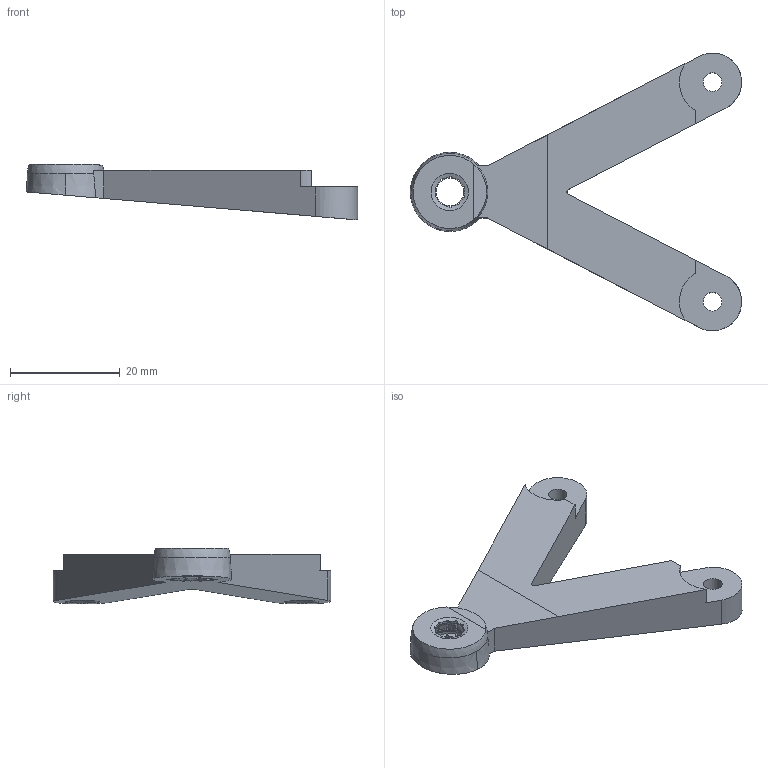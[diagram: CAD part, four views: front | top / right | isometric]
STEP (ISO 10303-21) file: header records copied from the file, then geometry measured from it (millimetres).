
FILE_DESCRIPTION(('FreeCAD Model'),'2;1');
FILE_NAME('Open CASCADE Shape Model','2024-03-09T22:23:02',(''),(''), 'Open CASCADE STEP processor 7.6','FreeCAD','Unknown');
FILE_SCHEMA(('AUTOMOTIVE_DESIGN { 1 0 10303 214 1 1 1 1 }'));
Length unit declared in the file: millimetre
Products named in the file (1): Pocket053032633
Bounding box: 60.37 x 50.59 x 10.14 mm (x, y, z)
Volume: 6860.3 mm3; surface area: 4046.4 mm2
Topology: 1 solids, 1 shells, 165 faces, 492 edges, 330 vertices
Faces by surface type: plane 82, cylinder 48, cone 23, revolution 10, sphere 1, torus 1
Full cylindrical faces by diameter (mm): 3.4 x2
Entity records: 16833 total; most frequent: CARTESIAN_POINT 8187, DIRECTION 1354, ORIENTED_EDGE 984, PCURVE 984, DEFINITIONAL_REPRESENTATION 984, B_SPLINE_CURVE_WITH_KNOTS 588, EDGE_CURVE 492, SURFACE_CURVE 483
